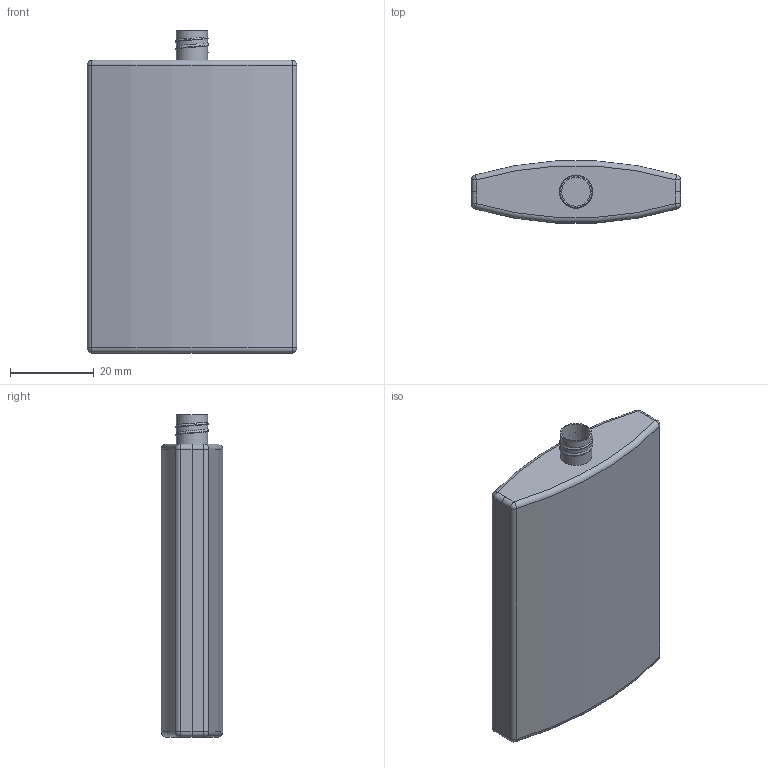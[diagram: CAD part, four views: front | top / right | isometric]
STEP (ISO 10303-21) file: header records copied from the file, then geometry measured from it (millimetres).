
FILE_DESCRIPTION(('Open CASCADE Model'),'2;1');
FILE_NAME('Open CASCADE Shape Model','2016-10-31T12:53:21',('Author'),( 'Open CASCADE'),'Open CASCADE STEP processor 6.8','Open CASCADE 6.8' ,'Unknown');
FILE_SCHEMA(('AUTOMOTIVE_DESIGN_CC2 { 1 2 10303 214 -1 1 5 4 }'));
Length unit declared in the file: millimetre
Products named in the file (3): Open CASCADE STEP translator 6.8 1; Open CASCADE STEP translator 6.8 1.1; Open CASCADE STEP translator 6.8 1.2
Assembly tree (2 placements, depth 2):
  Open CASCADE STEP translator 6.8 1
    Open CASCADE STEP translator 6.8 1.1
    Open CASCADE STEP translator 6.8 1.2
Bounding box: 50 x 14.72 x 77 mm (x, y, z)
Volume: 2767.2 mm3; surface area: 18488.8 mm2
Topology: 2 solids, 2 shells, 72 faces, 154 edges, 73 vertices
Faces by surface type: cylinder 32, sphere 16, plane 13, torus 9, bspline 2
Full cylindrical faces by diameter (mm): 6.9 x1, 7.5 x1
Entity records: 3840 total; most frequent: CARTESIAN_POINT 902, DIRECTION 584, ORIENTED_EDGE 276, PCURVE 276, DEFINITIONAL_REPRESENTATION 276, LINE 276, VECTOR 276, AXIS2_PLACEMENT_3D 151
